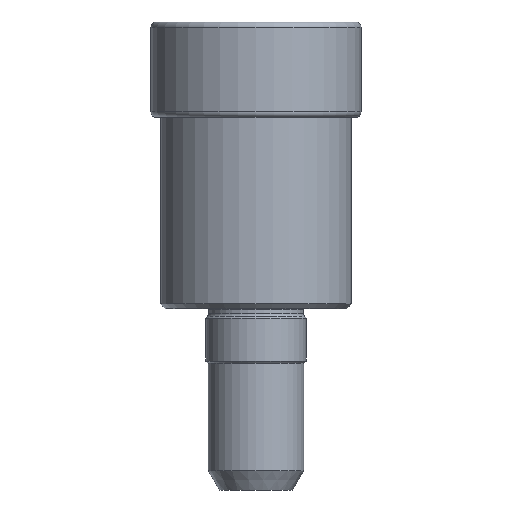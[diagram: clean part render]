
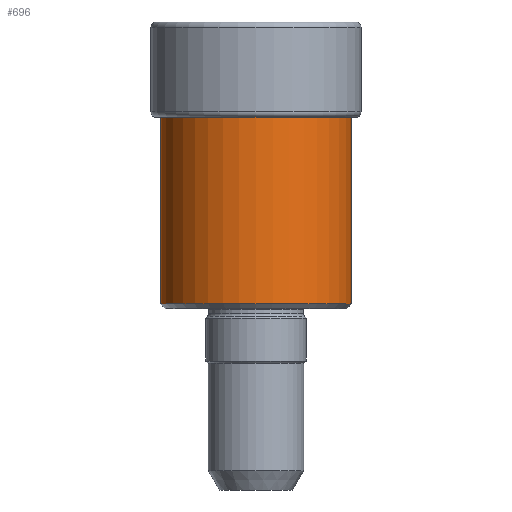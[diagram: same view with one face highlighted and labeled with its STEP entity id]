
A CAD part, front view. The second image highlights one B-rep face of the part: STEP entity #696.
In plain terms, the highlighted cylindrical face has radius 10 mm (diameter 20 mm), a partial arc.
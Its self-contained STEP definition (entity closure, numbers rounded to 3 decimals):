
#174 = CIRCLE ( 'NONE', #215, 10. ) ;
#177 = DIRECTION ( 'NONE',  ( 0., 0., -1. ) ) ;
#178 = CARTESIAN_POINT ( 'NONE',  ( 0., 0., 39. ) ) ;
#195 = DIRECTION ( 'NONE',  ( -1., 0., 0. ) ) ;
#215 = AXIS2_PLACEMENT_3D ( 'NONE', #178, #177, #195 ) ;
#294 = VERTEX_POINT ( 'NONE', #2051 ) ;
#306 = VERTEX_POINT ( 'NONE', #2078 ) ;
#309 = EDGE_CURVE ( 'NONE', #294, #379, #2100, .T. ) ;
#311 = EDGE_CURVE ( 'NONE', #306, #378, #1910, .T. ) ;
#378 = VERTEX_POINT ( 'NONE', #907 ) ;
#379 = VERTEX_POINT ( 'NONE', #908 ) ;
#696 = ADVANCED_FACE ( 'NONE', ( #1776 ), #1777, .T. ) ;
#698 = ORIENTED_EDGE ( 'NONE', *, *, #309, .T. ) ;
#699 = EDGE_CURVE ( 'NONE', #378, #379, #1858, .T. ) ;
#701 = ORIENTED_EDGE ( 'NONE', *, *, #699, .F. ) ;
#705 = EDGE_LOOP ( 'NONE', ( #898, #890, #698, #701 ) ) ;
#889 = EDGE_CURVE ( 'NONE', #306, #294, #174, .T. ) ;
#890 = ORIENTED_EDGE ( 'NONE', *, *, #889, .T. ) ;
#898 = ORIENTED_EDGE ( 'NONE', *, *, #311, .F. ) ;
#907 = CARTESIAN_POINT ( 'NONE',  ( 10., 0., 19.5 ) ) ;
#908 = CARTESIAN_POINT ( 'NONE',  ( -10., 0., 19.5 ) ) ;
#1776 = FACE_OUTER_BOUND ( 'NONE', #705, .T. ) ;
#1777 = CYLINDRICAL_SURFACE ( 'NONE', #1778, 10. ) ;
#1778 = AXIS2_PLACEMENT_3D ( 'NONE', #1885, #1884, #1883 ) ;
#1858 = CIRCLE ( 'NONE', #1879, 10. ) ;
#1876 = DIRECTION ( 'NONE',  ( -1., 0., 0. ) ) ;
#1877 = DIRECTION ( 'NONE',  ( 0., 0., -1. ) ) ;
#1878 = CARTESIAN_POINT ( 'NONE',  ( 0., 0., 19.5 ) ) ;
#1879 = AXIS2_PLACEMENT_3D ( 'NONE', #1878, #1877, #1876 ) ;
#1883 = DIRECTION ( 'NONE',  ( -1., 0., 0. ) ) ;
#1884 = DIRECTION ( 'NONE',  ( 0., 0., -1. ) ) ;
#1885 = CARTESIAN_POINT ( 'NONE',  ( 0., 0., 0. ) ) ;
#1910 = LINE ( 'NONE', #2059, #2058 ) ;
#1913 = DIRECTION ( 'NONE',  ( 0., 0., -1. ) ) ;
#2051 = CARTESIAN_POINT ( 'NONE',  ( -10., 0., 39. ) ) ;
#2057 = DIRECTION ( 'NONE',  ( 0., 0., -1. ) ) ;
#2058 = VECTOR ( 'NONE', #2057, 1000. ) ;
#2059 = CARTESIAN_POINT ( 'NONE',  ( 10., 0., 0. ) ) ;
#2078 = CARTESIAN_POINT ( 'NONE',  ( 10., 0., 39. ) ) ;
#2098 = VECTOR ( 'NONE', #1913, 1000. ) ;
#2099 = CARTESIAN_POINT ( 'NONE',  ( -10., 0., 0. ) ) ;
#2100 = LINE ( 'NONE', #2099, #2098 ) ;
